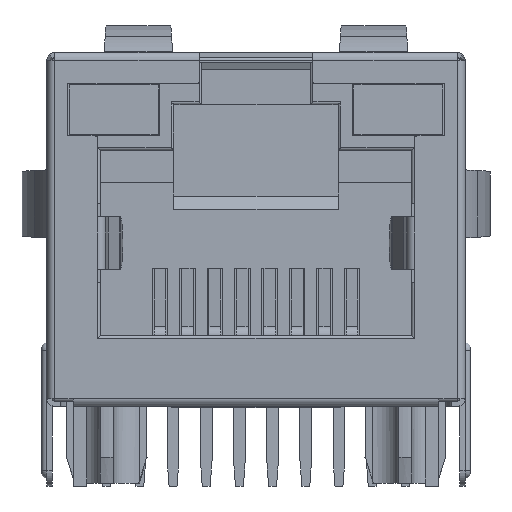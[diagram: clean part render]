
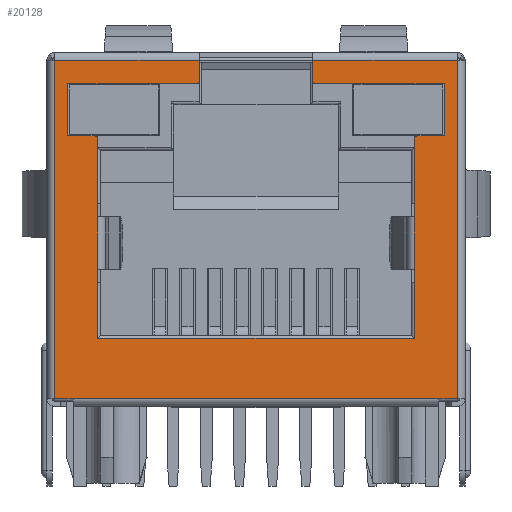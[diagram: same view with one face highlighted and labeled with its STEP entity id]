
A CAD part, front view. The second image highlights one B-rep face of the part: STEP entity #20128.
In plain terms, the highlighted planar face has unit normal (0, -1, 0).
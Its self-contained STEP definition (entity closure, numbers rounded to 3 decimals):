
#396=PLANE('',#21193);
#1208=LINE('',#27541,#2763);
#1245=LINE('',#27648,#2800);
#1260=LINE('',#27701,#2815);
#1265=LINE('',#27714,#2820);
#1266=LINE('',#27719,#2821);
#1273=LINE('',#27732,#2828);
#1275=LINE('',#27735,#2830);
#1276=LINE('',#27737,#2831);
#1281=LINE('',#27747,#2836);
#1285=LINE('',#27754,#2840);
#1288=LINE('',#27760,#2843);
#1290=LINE('',#27765,#2845);
#1292=LINE('',#27768,#2847);
#1590=LINE('',#28731,#3145);
#1624=LINE('',#28795,#3179);
#1646=LINE('',#28872,#3201);
#1678=LINE('',#28930,#3233);
#1686=LINE('',#28944,#3241);
#1697=LINE('',#28983,#3252);
#1698=LINE('',#28985,#3253);
#1699=LINE('',#28986,#3254);
#1700=LINE('',#28987,#3255);
#2763=VECTOR('',#22682,1000.);
#2800=VECTOR('',#22793,1000.);
#2815=VECTOR('',#22842,1000.);
#2820=VECTOR('',#22853,1000.);
#2821=VECTOR('',#22860,1000.);
#2828=VECTOR('',#22869,1000.);
#2830=VECTOR('',#22873,1000.);
#2831=VECTOR('',#22876,1000.);
#2836=VECTOR('',#22885,1000.);
#2840=VECTOR('',#22891,1000.);
#2843=VECTOR('',#22896,1000.);
#2845=VECTOR('',#22900,1000.);
#2847=VECTOR('',#22904,1000.);
#3145=VECTOR('',#23564,1000.);
#3179=VECTOR('',#23624,1000.);
#3201=VECTOR('',#23700,1000.);
#3233=VECTOR('',#23756,1000.);
#3241=VECTOR('',#23774,1000.);
#3252=VECTOR('',#23831,1000.);
#3253=VECTOR('',#23834,1000.);
#3254=VECTOR('',#23835,1000.);
#3255=VECTOR('',#23836,1000.);
#5949=ORIENTED_EDGE('',*,*,#9040,.T.);
#5950=ORIENTED_EDGE('',*,*,#8925,.F.);
#5951=ORIENTED_EDGE('',*,*,#9566,.T.);
#5952=ORIENTED_EDGE('',*,*,#8995,.T.);
#5953=ORIENTED_EDGE('',*,*,#9013,.T.);
#5954=ORIENTED_EDGE('',*,*,#9020,.T.);
#5955=ORIENTED_EDGE('',*,*,#9022,.T.);
#5956=ORIENTED_EDGE('',*,*,#8991,.T.);
#5957=ORIENTED_EDGE('',*,*,#9003,.T.);
#5958=ORIENTED_EDGE('',*,*,#9565,.T.);
#5959=ORIENTED_EDGE('',*,*,#9504,.F.);
#5960=ORIENTED_EDGE('',*,*,#9538,.T.);
#5961=ORIENTED_EDGE('',*,*,#9547,.F.);
#5962=ORIENTED_EDGE('',*,*,#9466,.F.);
#5963=ORIENTED_EDGE('',*,*,#9430,.T.);
#5964=ORIENTED_EDGE('',*,*,#9567,.T.);
#5965=ORIENTED_EDGE('',*,*,#9010,.T.);
#5966=ORIENTED_EDGE('',*,*,#8983,.T.);
#5967=ORIENTED_EDGE('',*,*,#9023,.T.);
#5968=ORIENTED_EDGE('',*,*,#9029,.T.);
#5969=ORIENTED_EDGE('',*,*,#9033,.T.);
#5970=ORIENTED_EDGE('',*,*,#8987,.T.);
#5971=ORIENTED_EDGE('',*,*,#9568,.T.);
#5972=ORIENTED_EDGE('',*,*,#8979,.T.);
#5973=ORIENTED_EDGE('',*,*,#9036,.T.);
#5974=ORIENTED_EDGE('',*,*,#9038,.T.);
#8925=EDGE_CURVE('',#10942,#10940,#1208,.T.);
#8979=EDGE_CURVE('',#10976,#10975,#1245,.T.);
#8983=EDGE_CURVE('',#10977,#10978,#11996,.T.);
#8987=EDGE_CURVE('',#10981,#10982,#11998,.T.);
#8991=EDGE_CURVE('',#10985,#10986,#12000,.T.);
#8995=EDGE_CURVE('',#10989,#10990,#12002,.T.);
#9003=EDGE_CURVE('',#10986,#10997,#1260,.T.);
#9010=EDGE_CURVE('',#11002,#10977,#1265,.T.);
#9013=EDGE_CURVE('',#10990,#11003,#1266,.T.);
#9020=EDGE_CURVE('',#11003,#11007,#1273,.T.);
#9022=EDGE_CURVE('',#11007,#10985,#1275,.T.);
#9023=EDGE_CURVE('',#10978,#11008,#1276,.T.);
#9029=EDGE_CURVE('',#11008,#11010,#1281,.T.);
#9033=EDGE_CURVE('',#11010,#10981,#1285,.T.);
#9036=EDGE_CURVE('',#10975,#11014,#1288,.T.);
#9038=EDGE_CURVE('',#11014,#11015,#1290,.T.);
#9040=EDGE_CURVE('',#11015,#10940,#1292,.T.);
#9430=EDGE_CURVE('',#11262,#11264,#1590,.T.);
#9466=EDGE_CURVE('',#11262,#11230,#1624,.T.);
#9504=EDGE_CURVE('',#11309,#11188,#1646,.T.);
#9538=EDGE_CURVE('',#11309,#11233,#1678,.T.);
#9547=EDGE_CURVE('',#11230,#11233,#1686,.T.);
#9565=EDGE_CURVE('',#10997,#11188,#1697,.T.);
#9566=EDGE_CURVE('',#10942,#10989,#1698,.T.);
#9567=EDGE_CURVE('',#11264,#11002,#1699,.T.);
#9568=EDGE_CURVE('',#10982,#10976,#1700,.T.);
#10940=VERTEX_POINT('',#27536);
#10942=VERTEX_POINT('',#27540);
#10975=VERTEX_POINT('',#27647);
#10976=VERTEX_POINT('',#27649);
#10977=VERTEX_POINT('',#27657);
#10978=VERTEX_POINT('',#27658);
#10981=VERTEX_POINT('',#27666);
#10982=VERTEX_POINT('',#27667);
#10985=VERTEX_POINT('',#27675);
#10986=VERTEX_POINT('',#27676);
#10989=VERTEX_POINT('',#27684);
#10990=VERTEX_POINT('',#27685);
#10997=VERTEX_POINT('',#27702);
#11002=VERTEX_POINT('',#27715);
#11003=VERTEX_POINT('',#27720);
#11007=VERTEX_POINT('',#27731);
#11008=VERTEX_POINT('',#27738);
#11010=VERTEX_POINT('',#27746);
#11014=VERTEX_POINT('',#27759);
#11015=VERTEX_POINT('',#27763);
#11188=VERTEX_POINT('',#28453);
#11230=VERTEX_POINT('',#28639);
#11233=VERTEX_POINT('',#28647);
#11262=VERTEX_POINT('',#28726);
#11264=VERTEX_POINT('',#28730);
#11309=VERTEX_POINT('',#28871);
#11996=CIRCLE('',#20904,0.1);
#11998=CIRCLE('',#20907,0.1);
#12000=CIRCLE('',#20910,0.1);
#12002=CIRCLE('',#20913,0.1);
#12628=EDGE_LOOP('',(#5949,#5950,#5951,#5952,#5953,#5954,#5955,#5956,#5957,
#5958,#5959,#5960,#5961,#5962,#5963,#5964,#5965,#5966,#5967,#5968,#5969,
#5970,#5971,#5972,#5973,#5974));
#13480=FACE_BOUND('',#12628,.T.);
#20128=ADVANCED_FACE('',(#13480),#396,.T.);
#20904=AXIS2_PLACEMENT_3D('',#27656,#22804,#22805);
#20907=AXIS2_PLACEMENT_3D('',#27665,#22812,#22813);
#20910=AXIS2_PLACEMENT_3D('',#27674,#22820,#22821);
#20913=AXIS2_PLACEMENT_3D('',#27683,#22828,#22829);
#21193=AXIS2_PLACEMENT_3D('',#28984,#23832,#23833);
#22682=DIRECTION('',(0.,0.,1.));
#22793=DIRECTION('',(0.,0.,1.));
#22804=DIRECTION('',(0.,-1.,0.));
#22805=DIRECTION('',(0.,0.,-1.));
#22812=DIRECTION('',(0.,-1.,0.));
#22813=DIRECTION('',(0.,0.,-1.));
#22820=DIRECTION('',(0.,-1.,0.));
#22821=DIRECTION('',(0.,0.,-1.));
#22828=DIRECTION('',(0.,-1.,0.));
#22829=DIRECTION('',(0.,0.,-1.));
#22842=DIRECTION('',(0.,0.,-1.));
#22853=DIRECTION('',(0.,0.,1.));
#22860=DIRECTION('',(1.,0.,0.));
#22869=DIRECTION('',(0.,0.,-1.));
#22873=DIRECTION('',(-1.,0.,0.));
#22876=DIRECTION('',(-1.,0.,0.));
#22885=DIRECTION('',(0.,0.,1.));
#22891=DIRECTION('',(1.,0.,0.));
#22896=DIRECTION('',(0.,0.,1.));
#22900=DIRECTION('',(1.,0.,0.));
#22904=DIRECTION('',(0.,0.,-1.));
#23564=DIRECTION('',(0.,0.,-1.));
#23624=DIRECTION('',(1.,0.,0.));
#23700=DIRECTION('',(0.,0.,-1.));
#23756=DIRECTION('',(-1.,0.,0.));
#23774=DIRECTION('',(1.,0.,0.));
#23831=DIRECTION('',(1.,0.,0.));
#23832=DIRECTION('',(0.,-1.,0.));
#23833=DIRECTION('',(0.,0.,-1.));
#23834=DIRECTION('',(0.,0.,-1.));
#23835=DIRECTION('',(1.,0.,0.));
#23836=DIRECTION('',(0.,0.,1.));
#27536=CARTESIAN_POINT('',(6.06,-10.8,1.525));
#27540=CARTESIAN_POINT('',(6.06,-10.8,-0.475));
#27541=CARTESIAN_POINT('',(6.06,-10.8,-0.475));
#27647=CARTESIAN_POINT('',(-6.06,-10.8,1.525));
#27648=CARTESIAN_POINT('',(-6.06,-10.8,-0.475));
#27649=CARTESIAN_POINT('',(-6.06,-10.8,-0.475));
#27656=CARTESIAN_POINT('',(-2.275,-10.8,-5.675));
#27657=CARTESIAN_POINT('',(-2.175,-10.8,-5.675));
#27658=CARTESIAN_POINT('',(-2.275,-10.8,-5.575));
#27665=CARTESIAN_POINT('',(-6.16,-10.8,-3.475));
#27666=CARTESIAN_POINT('',(-6.16,-10.8,-3.575));
#27667=CARTESIAN_POINT('',(-6.06,-10.8,-3.475));
#27674=CARTESIAN_POINT('',(2.275,-10.8,-5.675));
#27675=CARTESIAN_POINT('',(2.275,-10.8,-5.575));
#27676=CARTESIAN_POINT('',(2.175,-10.8,-5.675));
#27683=CARTESIAN_POINT('',(6.16,-10.8,-3.475));
#27684=CARTESIAN_POINT('',(6.06,-10.8,-3.475));
#27685=CARTESIAN_POINT('',(6.16,-10.8,-3.575));
#27701=CARTESIAN_POINT('',(2.175,-10.8,6.775));
#27702=CARTESIAN_POINT('',(2.175,-10.8,-6.475));
#27714=CARTESIAN_POINT('',(-2.175,-10.8,6.775));
#27715=CARTESIAN_POINT('',(-2.175,-10.8,-6.475));
#27719=CARTESIAN_POINT('',(-7.7,-10.8,-3.575));
#27720=CARTESIAN_POINT('',(7.2,-10.8,-3.575));
#27731=CARTESIAN_POINT('',(7.2,-10.8,-5.575));
#27732=CARTESIAN_POINT('',(7.2,-10.8,6.775));
#27735=CARTESIAN_POINT('',(-7.7,-10.8,-5.575));
#27737=CARTESIAN_POINT('',(-7.7,-10.8,-5.575));
#27738=CARTESIAN_POINT('',(-7.2,-10.8,-5.575));
#27746=CARTESIAN_POINT('',(-7.2,-10.8,-3.575));
#27747=CARTESIAN_POINT('',(-7.2,-10.8,6.775));
#27754=CARTESIAN_POINT('',(-7.7,-10.8,-3.575));
#27759=CARTESIAN_POINT('',(-6.06,-10.8,4.175));
#27760=CARTESIAN_POINT('',(-6.06,-10.8,6.775));
#27763=CARTESIAN_POINT('',(6.06,-10.8,4.175));
#27765=CARTESIAN_POINT('',(-7.7,-10.8,4.175));
#27768=CARTESIAN_POINT('',(6.06,-10.8,6.775));
#28453=CARTESIAN_POINT('',(7.7,-10.8,-6.475));
#28639=CARTESIAN_POINT('',(-7.,-10.8,6.475));
#28647=CARTESIAN_POINT('',(7.,-10.8,6.475));
#28726=CARTESIAN_POINT('',(-7.7,-10.8,6.475));
#28730=CARTESIAN_POINT('',(-7.7,-10.8,-6.475));
#28731=CARTESIAN_POINT('',(-7.7,-10.8,6.775));
#28795=CARTESIAN_POINT('',(-7.7,-10.8,6.475));
#28871=CARTESIAN_POINT('',(7.7,-10.8,6.475));
#28872=CARTESIAN_POINT('',(7.7,-10.8,6.775));
#28930=CARTESIAN_POINT('',(7.7,-10.8,6.475));
#28944=CARTESIAN_POINT('',(-7.7,-10.8,6.475));
#28983=CARTESIAN_POINT('',(-7.7,-10.8,-6.475));
#28984=CARTESIAN_POINT('',(-7.7,-10.8,6.775));
#28985=CARTESIAN_POINT('',(6.06,-10.8,6.775));
#28986=CARTESIAN_POINT('',(-7.7,-10.8,-6.475));
#28987=CARTESIAN_POINT('',(-6.06,-10.8,6.775));
